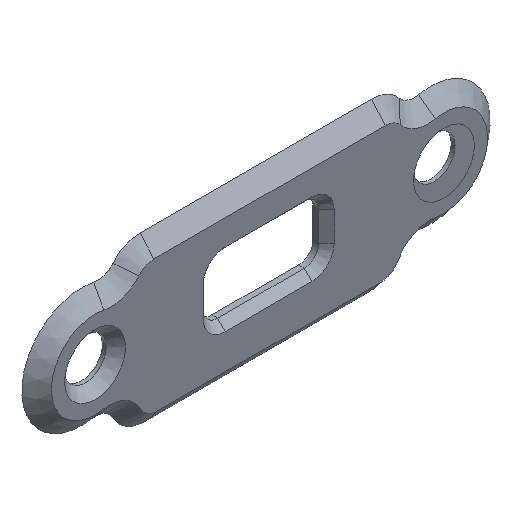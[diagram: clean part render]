
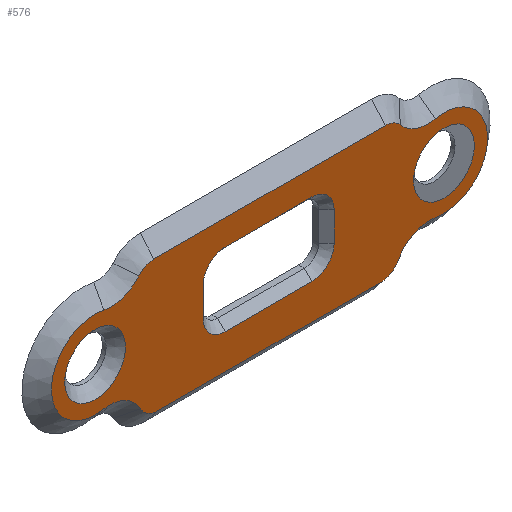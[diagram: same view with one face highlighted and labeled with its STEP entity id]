
A CAD part, isometric view. The second image highlights one B-rep face of the part: STEP entity #576.
In plain terms, the highlighted planar face has unit normal (0, -1, 0).
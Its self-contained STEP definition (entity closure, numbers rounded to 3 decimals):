
#21=FACE_BOUND('',#75,.T.);
#22=FACE_BOUND('',#76,.T.);
#23=FACE_BOUND('',#77,.T.);
#27=PLANE('',#626);
#40=FACE_OUTER_BOUND('',#74,.T.);
#74=EDGE_LOOP('',(#391,#392,#393,#394,#395,#396,#397,#398,#399,#400,#401,
#402));
#75=EDGE_LOOP('',(#403));
#76=EDGE_LOOP('',(#404,#405,#406,#407,#408,#409,#410,#411));
#77=EDGE_LOOP('',(#412));
#114=LINE('',#909,#162);
#115=LINE('',#920,#163);
#116=LINE('',#927,#164);
#117=LINE('',#931,#165);
#118=LINE('',#935,#166);
#119=LINE('',#938,#167);
#162=VECTOR('',#716,10.);
#163=VECTOR('',#727,10.);
#164=VECTOR('',#732,10.);
#165=VECTOR('',#735,10.);
#166=VECTOR('',#738,10.);
#167=VECTOR('',#741,10.);
#209=CIRCLE('',#624,3.15);
#211=CIRCLE('',#627,2.023);
#212=CIRCLE('',#628,3.727);
#213=CIRCLE('',#629,4.523);
#214=CIRCLE('',#630,3.727);
#215=CIRCLE('',#631,2.023);
#216=CIRCLE('',#632,2.023);
#217=CIRCLE('',#633,3.727);
#218=CIRCLE('',#634,4.523);
#219=CIRCLE('',#635,3.727);
#220=CIRCLE('',#636,2.023);
#221=CIRCLE('',#637,3.15);
#222=CIRCLE('',#638,2.3);
#223=CIRCLE('',#639,2.3);
#224=CIRCLE('',#640,2.3);
#225=CIRCLE('',#641,2.3);
#247=VERTEX_POINT('',#891);
#249=VERTEX_POINT('',#897);
#250=VERTEX_POINT('',#898);
#251=VERTEX_POINT('',#900);
#252=VERTEX_POINT('',#902);
#253=VERTEX_POINT('',#904);
#254=VERTEX_POINT('',#906);
#255=VERTEX_POINT('',#908);
#256=VERTEX_POINT('',#910);
#257=VERTEX_POINT('',#912);
#258=VERTEX_POINT('',#914);
#259=VERTEX_POINT('',#916);
#260=VERTEX_POINT('',#918);
#261=VERTEX_POINT('',#921);
#262=VERTEX_POINT('',#923);
#263=VERTEX_POINT('',#924);
#264=VERTEX_POINT('',#926);
#265=VERTEX_POINT('',#928);
#266=VERTEX_POINT('',#930);
#267=VERTEX_POINT('',#932);
#268=VERTEX_POINT('',#934);
#269=VERTEX_POINT('',#936);
#301=EDGE_CURVE('',#247,#247,#209,.T.);
#304=EDGE_CURVE('',#249,#250,#211,.T.);
#305=EDGE_CURVE('',#251,#249,#212,.T.);
#306=EDGE_CURVE('',#251,#252,#213,.F.);
#307=EDGE_CURVE('',#253,#252,#214,.T.);
#308=EDGE_CURVE('',#254,#253,#215,.T.);
#309=EDGE_CURVE('',#254,#255,#114,.F.);
#310=EDGE_CURVE('',#256,#255,#216,.T.);
#311=EDGE_CURVE('',#257,#256,#217,.T.);
#312=EDGE_CURVE('',#257,#258,#218,.F.);
#313=EDGE_CURVE('',#259,#258,#219,.T.);
#314=EDGE_CURVE('',#260,#259,#220,.T.);
#315=EDGE_CURVE('',#260,#250,#115,.F.);
#316=EDGE_CURVE('',#261,#261,#221,.T.);
#317=EDGE_CURVE('',#262,#263,#222,.T.);
#318=EDGE_CURVE('',#264,#262,#116,.T.);
#319=EDGE_CURVE('',#265,#264,#223,.T.);
#320=EDGE_CURVE('',#266,#265,#117,.T.);
#321=EDGE_CURVE('',#267,#266,#224,.T.);
#322=EDGE_CURVE('',#268,#267,#118,.T.);
#323=EDGE_CURVE('',#269,#268,#225,.T.);
#324=EDGE_CURVE('',#263,#269,#119,.T.);
#391=ORIENTED_EDGE('',*,*,#304,.F.);
#392=ORIENTED_EDGE('',*,*,#305,.F.);
#393=ORIENTED_EDGE('',*,*,#306,.T.);
#394=ORIENTED_EDGE('',*,*,#307,.F.);
#395=ORIENTED_EDGE('',*,*,#308,.F.);
#396=ORIENTED_EDGE('',*,*,#309,.T.);
#397=ORIENTED_EDGE('',*,*,#310,.F.);
#398=ORIENTED_EDGE('',*,*,#311,.F.);
#399=ORIENTED_EDGE('',*,*,#312,.T.);
#400=ORIENTED_EDGE('',*,*,#313,.F.);
#401=ORIENTED_EDGE('',*,*,#314,.F.);
#402=ORIENTED_EDGE('',*,*,#315,.T.);
#403=ORIENTED_EDGE('',*,*,#316,.F.);
#404=ORIENTED_EDGE('',*,*,#317,.F.);
#405=ORIENTED_EDGE('',*,*,#318,.F.);
#406=ORIENTED_EDGE('',*,*,#319,.F.);
#407=ORIENTED_EDGE('',*,*,#320,.F.);
#408=ORIENTED_EDGE('',*,*,#321,.F.);
#409=ORIENTED_EDGE('',*,*,#322,.F.);
#410=ORIENTED_EDGE('',*,*,#323,.F.);
#411=ORIENTED_EDGE('',*,*,#324,.F.);
#412=ORIENTED_EDGE('',*,*,#301,.F.);
#576=ADVANCED_FACE('',(#40,#21,#22,#23),#27,.T.);
#624=AXIS2_PLACEMENT_3D('',#892,#699,#700);
#626=AXIS2_PLACEMENT_3D('',#896,#704,#705);
#627=AXIS2_PLACEMENT_3D('',#899,#706,#707);
#628=AXIS2_PLACEMENT_3D('',#901,#708,#709);
#629=AXIS2_PLACEMENT_3D('',#903,#710,#711);
#630=AXIS2_PLACEMENT_3D('',#905,#712,#713);
#631=AXIS2_PLACEMENT_3D('',#907,#714,#715);
#632=AXIS2_PLACEMENT_3D('',#911,#717,#718);
#633=AXIS2_PLACEMENT_3D('',#913,#719,#720);
#634=AXIS2_PLACEMENT_3D('',#915,#721,#722);
#635=AXIS2_PLACEMENT_3D('',#917,#723,#724);
#636=AXIS2_PLACEMENT_3D('',#919,#725,#726);
#637=AXIS2_PLACEMENT_3D('',#922,#728,#729);
#638=AXIS2_PLACEMENT_3D('',#925,#730,#731);
#639=AXIS2_PLACEMENT_3D('',#929,#733,#734);
#640=AXIS2_PLACEMENT_3D('',#933,#736,#737);
#641=AXIS2_PLACEMENT_3D('',#937,#739,#740);
#699=DIRECTION('center_axis',(0.,-1.,0.));
#700=DIRECTION('ref_axis',(1.,0.,0.));
#704=DIRECTION('center_axis',(0.,-1.,0.));
#705=DIRECTION('ref_axis',(1.,0.,0.));
#706=DIRECTION('center_axis',(0.,1.,0.));
#707=DIRECTION('ref_axis',(-0.424,0.,0.905));
#708=DIRECTION('center_axis',(0.,-1.,0.));
#709=DIRECTION('ref_axis',(-0.203,0.,-0.979));
#710=DIRECTION('center_axis',(0.,1.,0.));
#711=DIRECTION('ref_axis',(1.,0.,0.));
#712=DIRECTION('center_axis',(0.,-1.,0.));
#713=DIRECTION('ref_axis',(-0.177,0.,0.984));
#714=DIRECTION('center_axis',(0.,1.,0.));
#715=DIRECTION('ref_axis',(-0.513,0.,-0.858));
#716=DIRECTION('',(-1.,0.,0.));
#717=DIRECTION('center_axis',(0.,1.,0.));
#718=DIRECTION('ref_axis',(0.513,0.,-0.858));
#719=DIRECTION('center_axis',(0.,-1.,0.));
#720=DIRECTION('ref_axis',(0.177,0.,0.984));
#721=DIRECTION('center_axis',(0.,1.,0.));
#722=DIRECTION('ref_axis',(1.,0.,0.));
#723=DIRECTION('center_axis',(0.,-1.,0.));
#724=DIRECTION('ref_axis',(0.203,0.,-0.979));
#725=DIRECTION('center_axis',(0.,1.,0.));
#726=DIRECTION('ref_axis',(0.424,0.,0.905));
#727=DIRECTION('',(1.,0.,0.));
#728=DIRECTION('center_axis',(0.,-1.,0.));
#729=DIRECTION('ref_axis',(1.,0.,0.));
#730=DIRECTION('center_axis',(0.,-1.,0.));
#731=DIRECTION('ref_axis',(0.707,0.,-0.707));
#732=DIRECTION('',(1.,0.,0.));
#733=DIRECTION('center_axis',(0.,-1.,0.));
#734=DIRECTION('ref_axis',(-0.707,0.,-0.707));
#735=DIRECTION('',(0.,0.,-1.));
#736=DIRECTION('center_axis',(0.,-1.,0.));
#737=DIRECTION('ref_axis',(-0.707,0.,0.707));
#738=DIRECTION('',(-1.,0.,0.));
#739=DIRECTION('center_axis',(0.,-1.,0.));
#740=DIRECTION('ref_axis',(0.707,0.,0.707));
#741=DIRECTION('',(0.,0.,1.));
#891=CARTESIAN_POINT('',(-21.658,-36.486,-17.696));
#892=CARTESIAN_POINT('Origin',(-18.508,-36.486,-17.696));
#896=CARTESIAN_POINT('Origin',(-0.408,-36.486,-18.196));
#897=CARTESIAN_POINT('',(-13.973,-36.486,-12.002));
#898=CARTESIAN_POINT('',(-12.418,-36.486,-11.273));
#899=CARTESIAN_POINT('Origin',(-12.418,-36.486,-13.296));
#900=CARTESIAN_POINT('',(-17.592,-36.486,-13.267));
#901=CARTESIAN_POINT('Origin',(-16.837,-36.486,-9.617));
#902=CARTESIAN_POINT('',(-17.709,-36.486,-22.148));
#903=CARTESIAN_POINT('Origin',(-18.508,-36.486,-17.696));
#904=CARTESIAN_POINT('',(-13.767,-36.486,-24.053));
#905=CARTESIAN_POINT('Origin',(-17.051,-36.486,-25.816));
#906=CARTESIAN_POINT('',(-11.985,-36.486,-25.12));
#907=CARTESIAN_POINT('Origin',(-11.985,-36.486,-23.096));
#908=CARTESIAN_POINT('',(11.169,-36.486,-25.12));
#909=CARTESIAN_POINT('',(-7.108,-36.486,-25.12));
#910=CARTESIAN_POINT('',(12.951,-36.486,-24.053));
#911=CARTESIAN_POINT('Origin',(11.169,-36.486,-23.096));
#912=CARTESIAN_POINT('',(16.893,-36.486,-22.148));
#913=CARTESIAN_POINT('Origin',(16.235,-36.486,-25.816));
#914=CARTESIAN_POINT('',(16.776,-36.486,-13.267));
#915=CARTESIAN_POINT('Origin',(17.692,-36.486,-17.696));
#916=CARTESIAN_POINT('',(13.157,-36.486,-12.002));
#917=CARTESIAN_POINT('Origin',(16.021,-36.486,-9.617));
#918=CARTESIAN_POINT('',(11.602,-36.486,-11.273));
#919=CARTESIAN_POINT('Origin',(11.602,-36.486,-13.296));
#920=CARTESIAN_POINT('',(6.292,-36.486,-11.273));
#921=CARTESIAN_POINT('',(14.542,-36.486,-17.696));
#922=CARTESIAN_POINT('Origin',(17.692,-36.486,-17.696));
#923=CARTESIAN_POINT('',(4.,-36.486,-21.496));
#924=CARTESIAN_POINT('',(6.3,-36.486,-19.196));
#925=CARTESIAN_POINT('Origin',(4.,-36.486,-19.196));
#926=CARTESIAN_POINT('',(-5.,-36.486,-21.496));
#927=CARTESIAN_POINT('',(2.546,-36.486,-21.496));
#928=CARTESIAN_POINT('',(-7.3,-36.486,-19.196));
#929=CARTESIAN_POINT('Origin',(-5.,-36.486,-19.196));
#930=CARTESIAN_POINT('',(-7.3,-36.486,-16.196));
#931=CARTESIAN_POINT('',(-7.3,-36.486,-19.196));
#932=CARTESIAN_POINT('',(-5.,-36.486,-13.896));
#933=CARTESIAN_POINT('Origin',(-5.,-36.486,-16.196));
#934=CARTESIAN_POINT('',(4.,-36.486,-13.896));
#935=CARTESIAN_POINT('',(-3.454,-36.486,-13.896));
#936=CARTESIAN_POINT('',(6.3,-36.486,-16.196));
#937=CARTESIAN_POINT('Origin',(4.,-36.486,-16.196));
#938=CARTESIAN_POINT('',(6.3,-36.486,-16.946));
